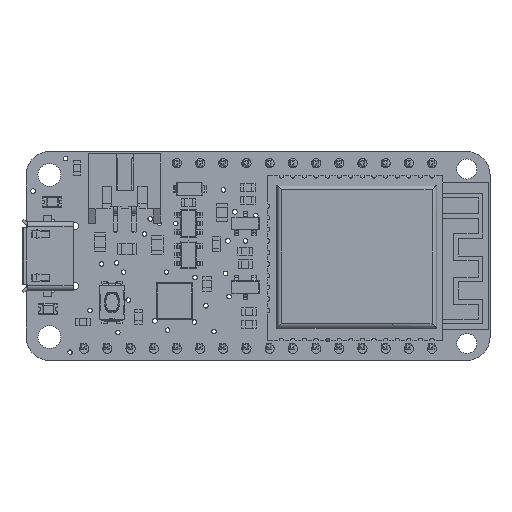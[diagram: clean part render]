
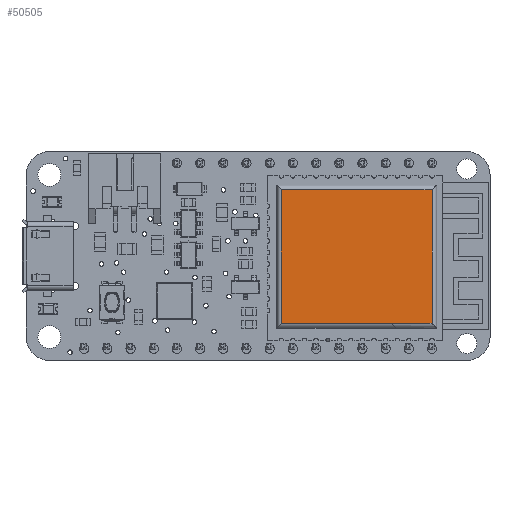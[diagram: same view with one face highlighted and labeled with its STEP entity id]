
A CAD part, top view. The second image highlights one B-rep face of the part: STEP entity #50505.
In plain terms, the highlighted face is planar.
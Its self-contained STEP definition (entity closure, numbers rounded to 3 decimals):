
#2621=PLANE('',#53938);
#5143=FACE_OUTER_BOUND('',#7967,.T.);
#7967=EDGE_LOOP('',(#43464,#43465,#43466,#43467,#43468));
#12889=LINE('',#82604,#18732);
#12892=LINE('',#82613,#18735);
#12897=LINE('',#82624,#18740);
#12898=LINE('',#82628,#18741);
#12900=LINE('',#82633,#18743);
#18732=VECTOR('',#64233,10.);
#18735=VECTOR('',#64242,10.);
#18740=VECTOR('',#64251,10.);
#18741=VECTOR('',#64256,10.);
#18743=VECTOR('',#64262,10.);
#24539=VERTEX_POINT('',#82601);
#24540=VERTEX_POINT('',#82603);
#24543=VERTEX_POINT('',#82611);
#24547=VERTEX_POINT('',#82623);
#24548=VERTEX_POINT('',#82627);
#30977=EDGE_CURVE('',#24539,#24540,#12889,.T.);
#30982=EDGE_CURVE('',#24543,#24539,#12892,.T.);
#30987=EDGE_CURVE('',#24540,#24547,#12897,.T.);
#30989=EDGE_CURVE('',#24547,#24548,#12898,.T.);
#30992=EDGE_CURVE('',#24548,#24543,#12900,.T.);
#43464=ORIENTED_EDGE('',*,*,#30977,.F.);
#43465=ORIENTED_EDGE('',*,*,#30982,.F.);
#43466=ORIENTED_EDGE('',*,*,#30992,.F.);
#43467=ORIENTED_EDGE('',*,*,#30989,.F.);
#43468=ORIENTED_EDGE('',*,*,#30987,.F.);
#50505=ADVANCED_FACE('',(#5143),#2621,.T.);
#53938=AXIS2_PLACEMENT_3D('',#82635,#64264,#64265);
#64233=DIRECTION('',(0.,0.,1.));
#64242=DIRECTION('',(1.,0.,0.));
#64251=DIRECTION('',(0.,0.,1.));
#64256=DIRECTION('',(-1.,0.,0.));
#64262=DIRECTION('',(0.,0.,-1.));
#64264=DIRECTION('center_axis',(0.,1.,0.));
#64265=DIRECTION('ref_axis',(0.,0.,1.));
#82601=CARTESIAN_POINT('',(16.15,3.4,-18.));
#82603=CARTESIAN_POINT('',(16.15,3.4,-13.55));
#82604=CARTESIAN_POINT('',(16.15,3.4,-11.825));
#82611=CARTESIAN_POINT('',(1.5,3.4,-18.));
#82613=CARTESIAN_POINT('',(10.375,3.4,-18.));
#82623=CARTESIAN_POINT('',(16.15,3.4,-1.5));
#82624=CARTESIAN_POINT('',(16.15,3.4,-5.3));
#82627=CARTESIAN_POINT('',(1.5,3.4,-1.5));
#82628=CARTESIAN_POINT('',(5.,3.4,-1.5));
#82633=CARTESIAN_POINT('',(1.5,3.4,-14.05));
#82635=CARTESIAN_POINT('Origin',(9.,3.4,-9.6));
